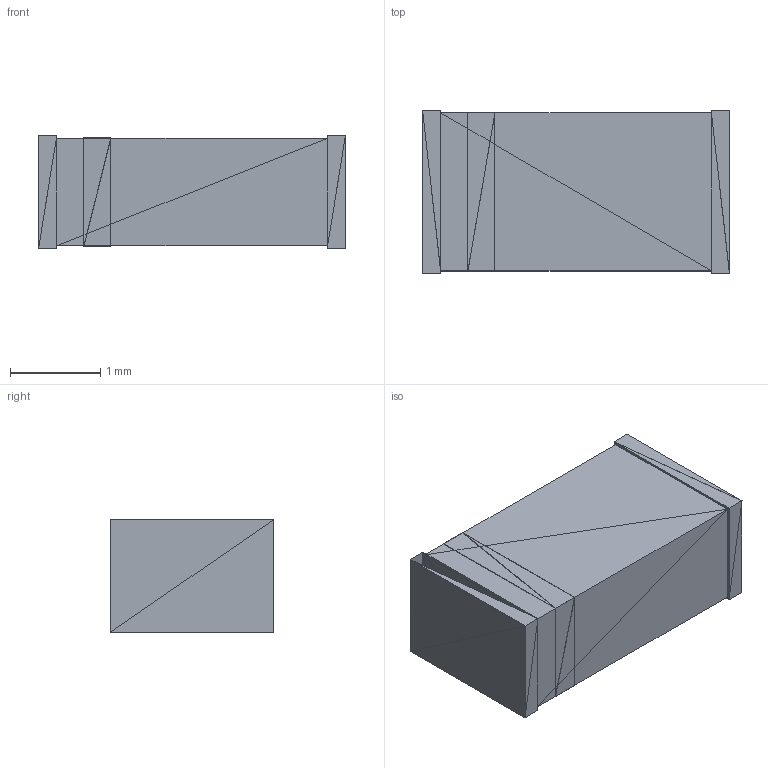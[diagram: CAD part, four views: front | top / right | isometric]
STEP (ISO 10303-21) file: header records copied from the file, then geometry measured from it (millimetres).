
FILE_DESCRIPTION(('FreeCAD Model'),'2;1');
FILE_NAME('part060_sp.step','2018-08-06T23:55:00', ('kicad StepUp'),('ksu MCAD'),'Open CASCADE STEP processor 6.8', 'FreeCAD','Unknown');
FILE_SCHEMA(('AUTOMOTIVE_DESIGN_CC2 { 1 2 10303 214 -1 1 5 4 }'));
Length unit declared in the file: millimetre
Products named in the file (2): ASSEMBLY; part060_sp
Assembly tree (1 placements, depth 2):
  ASSEMBLY
    part060_sp
Bounding box: 3.4 x 1.8 x 1.25 mm (x, y, z)
Surface area: 25.4 mm2 (no closed solid volume)
Topology: 0 solids, 3 shells, 153 faces, 275 edges, 105 vertices
Faces by surface type: plane 153
Entity records: 4228 total; most frequent: DIRECTION 553, CARTESIAN_POINT 512, ORIENTED_EDGE 511, EDGE_CURVE 261, LINE 261, VECTOR 261, AXIS2_PLACEMENT_3D 146, ADVANCED_FACE 144
